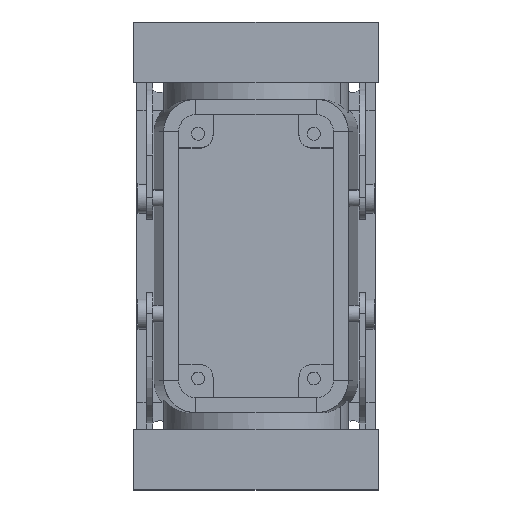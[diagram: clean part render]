
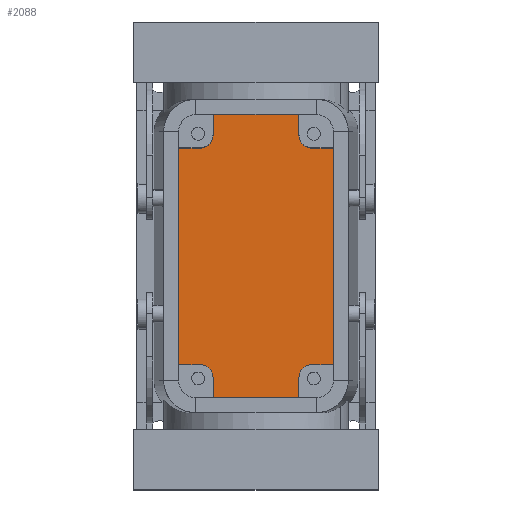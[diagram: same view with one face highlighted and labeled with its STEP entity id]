
A CAD part, top view. The second image highlights one B-rep face of the part: STEP entity #2088.
In plain terms, the highlighted planar face has unit normal (0, 0, 1).
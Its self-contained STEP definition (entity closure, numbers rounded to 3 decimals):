
#2006=AXIS2_PLACEMENT_3D('Plane Axis2P3D',#2003,#2004,#2005) ;
#2010=AXIS2_PLACEMENT_3D('Circle Axis2P3D',#2008,#2009,$) ;
#2031=AXIS2_PLACEMENT_3D('Circle Axis2P3D',#2029,#2030,$) ;
#2036=AXIS2_PLACEMENT_3D('Circle Axis2P3D',#2034,#2035,$) ;
#2055=AXIS2_PLACEMENT_3D('Circle Axis2P3D',#2053,#2054,$) ;
#860=CARTESIAN_POINT('Vertex',(10.5,79.75,5.5)) ;
#893=CARTESIAN_POINT('Vertex',(10.5,29.25,5.5)) ;
#896=CARTESIAN_POINT('Line Origine',(10.5,54.5,5.5)) ;
#941=CARTESIAN_POINT('Line Origine',(28.5,87.5,5.5)) ;
#945=CARTESIAN_POINT('Vertex',(38.5,87.5,5.5)) ;
#947=CARTESIAN_POINT('Vertex',(18.5,87.5,5.5)) ;
#1032=CARTESIAN_POINT('Vertex',(46.5,79.75,5.5)) ;
#1035=CARTESIAN_POINT('Line Origine',(46.5,54.5,5.5)) ;
#1039=CARTESIAN_POINT('Vertex',(46.5,29.25,5.5)) ;
#1101=CARTESIAN_POINT('Line Origine',(28.5,21.5,5.5)) ;
#1105=CARTESIAN_POINT('Vertex',(18.5,21.5,5.5)) ;
#1107=CARTESIAN_POINT('Vertex',(38.5,21.5,5.5)) ;
#1870=CARTESIAN_POINT('Line Origine',(13.,79.75,5.5)) ;
#1874=CARTESIAN_POINT('Vertex',(15.5,79.75,5.5)) ;
#1988=CARTESIAN_POINT('Vertex',(15.5,29.25,5.5)) ;
#1991=CARTESIAN_POINT('Line Origine',(13.,29.25,5.5)) ;
#2003=CARTESIAN_POINT('Axis2P3D Location',(28.5,54.5,5.5)) ;
#2008=CARTESIAN_POINT('Axis2P3D Location',(41.5,82.75,5.5)) ;
#2012=CARTESIAN_POINT('Vertex',(38.5,82.75,5.5)) ;
#2014=CARTESIAN_POINT('Vertex',(41.5,79.75,5.5)) ;
#2017=CARTESIAN_POINT('Line Origine',(38.5,85.125,5.5)) ;
#2022=CARTESIAN_POINT('Line Origine',(18.5,85.125,5.5)) ;
#2026=CARTESIAN_POINT('Vertex',(18.5,82.75,5.5)) ;
#2029=CARTESIAN_POINT('Axis2P3D Location',(15.5,82.75,5.5)) ;
#2034=CARTESIAN_POINT('Axis2P3D Location',(15.5,26.25,5.5)) ;
#2038=CARTESIAN_POINT('Vertex',(18.5,26.25,5.5)) ;
#2041=CARTESIAN_POINT('Line Origine',(18.5,23.875,5.5)) ;
#2046=CARTESIAN_POINT('Line Origine',(38.5,23.875,5.5)) ;
#2050=CARTESIAN_POINT('Vertex',(38.5,26.25,5.5)) ;
#2053=CARTESIAN_POINT('Axis2P3D Location',(41.5,26.25,5.5)) ;
#2057=CARTESIAN_POINT('Vertex',(41.5,29.25,5.5)) ;
#2060=CARTESIAN_POINT('Line Origine',(44.,29.25,5.5)) ;
#2065=CARTESIAN_POINT('Line Origine',(44.,79.75,5.5)) ;
#897=DIRECTION('Vector Direction',(0.,1.,0.)) ;
#942=DIRECTION('Vector Direction',(-1.,0.,0.)) ;
#1036=DIRECTION('Vector Direction',(0.,-1.,0.)) ;
#1102=DIRECTION('Vector Direction',(1.,0.,0.)) ;
#1871=DIRECTION('Vector Direction',(1.,0.,0.)) ;
#1992=DIRECTION('Vector Direction',(1.,0.,0.)) ;
#2004=DIRECTION('Axis2P3D Direction',(0.,-0.,1.)) ;
#2005=DIRECTION('Axis2P3D XDirection',(0.,1.,0.)) ;
#2009=DIRECTION('Axis2P3D Direction',(0.,-0.,1.)) ;
#2018=DIRECTION('Vector Direction',(0.,1.,0.)) ;
#2023=DIRECTION('Vector Direction',(0.,1.,0.)) ;
#2030=DIRECTION('Axis2P3D Direction',(0.,-0.,1.)) ;
#2035=DIRECTION('Axis2P3D Direction',(0.,-0.,1.)) ;
#2042=DIRECTION('Vector Direction',(0.,-1.,0.)) ;
#2047=DIRECTION('Vector Direction',(0.,-1.,0.)) ;
#2054=DIRECTION('Axis2P3D Direction',(0.,-0.,1.)) ;
#2061=DIRECTION('Vector Direction',(-1.,0.,0.)) ;
#2066=DIRECTION('Vector Direction',(-1.,0.,0.)) ;
#898=VECTOR('Line Direction',#897,1.) ;
#943=VECTOR('Line Direction',#942,1.) ;
#1037=VECTOR('Line Direction',#1036,1.) ;
#1103=VECTOR('Line Direction',#1102,1.) ;
#1872=VECTOR('Line Direction',#1871,1.) ;
#1993=VECTOR('Line Direction',#1992,1.) ;
#2019=VECTOR('Line Direction',#2018,1.) ;
#2024=VECTOR('Line Direction',#2023,1.) ;
#2043=VECTOR('Line Direction',#2042,1.) ;
#2048=VECTOR('Line Direction',#2047,1.) ;
#2062=VECTOR('Line Direction',#2061,1.) ;
#2067=VECTOR('Line Direction',#2066,1.) ;
#2071=ORIENTED_EDGE('',*,*,#2016,.F.) ;
#2072=ORIENTED_EDGE('',*,*,#2021,.T.) ;
#2073=ORIENTED_EDGE('',*,*,#949,.T.) ;
#2074=ORIENTED_EDGE('',*,*,#2028,.F.) ;
#2075=ORIENTED_EDGE('',*,*,#2033,.F.) ;
#2076=ORIENTED_EDGE('',*,*,#1876,.F.) ;
#2077=ORIENTED_EDGE('',*,*,#900,.T.) ;
#2078=ORIENTED_EDGE('',*,*,#1995,.T.) ;
#2079=ORIENTED_EDGE('',*,*,#2040,.F.) ;
#2080=ORIENTED_EDGE('',*,*,#2045,.T.) ;
#2081=ORIENTED_EDGE('',*,*,#1109,.T.) ;
#2082=ORIENTED_EDGE('',*,*,#2052,.F.) ;
#2083=ORIENTED_EDGE('',*,*,#2059,.F.) ;
#2084=ORIENTED_EDGE('',*,*,#2064,.F.) ;
#2085=ORIENTED_EDGE('',*,*,#1041,.T.) ;
#2086=ORIENTED_EDGE('',*,*,#2069,.T.) ;
#2088=ADVANCED_FACE('Housing',(#2087),#2007,.T.) ;
#2011=CIRCLE('generated circle',#2010,3.) ;
#2032=CIRCLE('generated circle',#2031,3.) ;
#2037=CIRCLE('generated circle',#2036,3.) ;
#2056=CIRCLE('generated circle',#2055,3.) ;
#900=EDGE_CURVE('',#861,#894,#899,.F.) ;
#949=EDGE_CURVE('',#946,#948,#944,.T.) ;
#1041=EDGE_CURVE('',#1040,#1033,#1038,.F.) ;
#1109=EDGE_CURVE('',#1106,#1108,#1104,.T.) ;
#1876=EDGE_CURVE('',#861,#1875,#1873,.T.) ;
#1995=EDGE_CURVE('',#894,#1989,#1994,.T.) ;
#2016=EDGE_CURVE('',#2013,#2015,#2011,.T.) ;
#2021=EDGE_CURVE('',#2013,#946,#2020,.T.) ;
#2028=EDGE_CURVE('',#2027,#948,#2025,.T.) ;
#2033=EDGE_CURVE('',#1875,#2027,#2032,.T.) ;
#2040=EDGE_CURVE('',#2039,#1989,#2037,.T.) ;
#2045=EDGE_CURVE('',#2039,#1106,#2044,.T.) ;
#2052=EDGE_CURVE('',#2051,#1108,#2049,.T.) ;
#2059=EDGE_CURVE('',#2058,#2051,#2056,.T.) ;
#2064=EDGE_CURVE('',#1040,#2058,#2063,.T.) ;
#2069=EDGE_CURVE('',#1033,#2015,#2068,.T.) ;
#2070=EDGE_LOOP('',(#2071,#2072,#2073,#2074,#2075,#2076,#2077,#2078,#2079,#2080,#2081,#2082,#2083,#2084,#2085,#2086)) ;
#2087=FACE_OUTER_BOUND('',#2070,.T.) ;
#899=LINE('Line',#896,#898) ;
#944=LINE('Line',#941,#943) ;
#1038=LINE('Line',#1035,#1037) ;
#1104=LINE('Line',#1101,#1103) ;
#1873=LINE('Line',#1870,#1872) ;
#1994=LINE('Line',#1991,#1993) ;
#2020=LINE('Line',#2017,#2019) ;
#2025=LINE('Line',#2022,#2024) ;
#2044=LINE('Line',#2041,#2043) ;
#2049=LINE('Line',#2046,#2048) ;
#2063=LINE('Line',#2060,#2062) ;
#2068=LINE('Line',#2065,#2067) ;
#2007=PLANE('',#2006) ;
#861=VERTEX_POINT('',#860) ;
#894=VERTEX_POINT('',#893) ;
#946=VERTEX_POINT('',#945) ;
#948=VERTEX_POINT('',#947) ;
#1033=VERTEX_POINT('',#1032) ;
#1040=VERTEX_POINT('',#1039) ;
#1106=VERTEX_POINT('',#1105) ;
#1108=VERTEX_POINT('',#1107) ;
#1875=VERTEX_POINT('',#1874) ;
#1989=VERTEX_POINT('',#1988) ;
#2013=VERTEX_POINT('',#2012) ;
#2015=VERTEX_POINT('',#2014) ;
#2027=VERTEX_POINT('',#2026) ;
#2039=VERTEX_POINT('',#2038) ;
#2051=VERTEX_POINT('',#2050) ;
#2058=VERTEX_POINT('',#2057) ;
